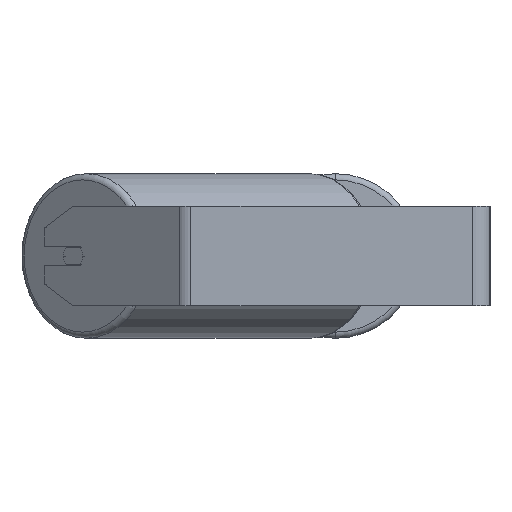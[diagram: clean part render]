
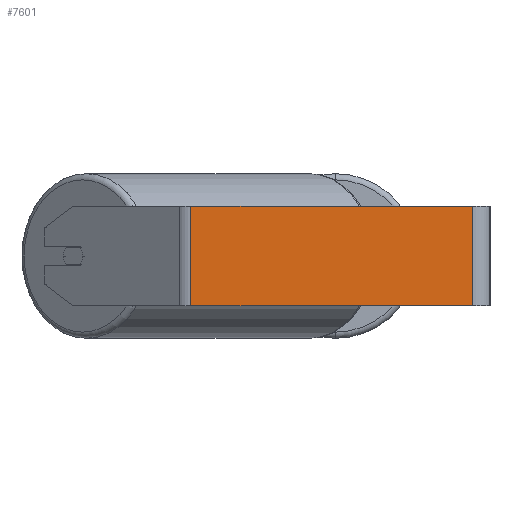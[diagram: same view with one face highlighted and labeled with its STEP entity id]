
A CAD part, left-side view. The second image highlights one B-rep face of the part: STEP entity #7601.
In plain terms, the highlighted planar face has unit normal (-1, 0, 0).
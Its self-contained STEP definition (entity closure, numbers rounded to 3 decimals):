
#341 = LINE ( 'NONE', #7015, #3337 ) ;
#639 = EDGE_CURVE ( 'NONE', #6147, #6382, #5636, .T. ) ;
#824 = EDGE_CURVE ( 'NONE', #6382, #2684, #3693, .T. ) ;
#1800 = ORIENTED_EDGE ( 'NONE', *, *, #7444, .T. ) ;
#2155 = DIRECTION ( 'NONE',  ( 1., 0., 0. ) ) ;
#2608 = DIRECTION ( 'NONE',  ( 0., 0., -1. ) ) ;
#2684 = VERTEX_POINT ( 'NONE', #5462 ) ;
#3337 = VECTOR ( 'NONE', #5658, 1000. ) ;
#3693 = LINE ( 'NONE', #6370, #3985 ) ;
#3714 = CARTESIAN_POINT ( 'NONE',  ( -500., 241.62, 40. ) ) ;
#3895 = CARTESIAN_POINT ( 'NONE',  ( -500., 241.62, -40. ) ) ;
#3985 = VECTOR ( 'NONE', #2608, 1000. ) ;
#4651 = DIRECTION ( 'NONE',  ( 0., 0., -1. ) ) ;
#4925 = DIRECTION ( 'NONE',  ( 0., -1., 0. ) ) ;
#5256 = ORIENTED_EDGE ( 'NONE', *, *, #639, .F. ) ;
#5462 = CARTESIAN_POINT ( 'NONE',  ( -500., 14., -40. ) ) ;
#5518 = EDGE_LOOP ( 'NONE', ( #8418, #8018, #5256, #1800 ) ) ;
#5636 = LINE ( 'NONE', #8191, #8199 ) ;
#5658 = DIRECTION ( 'NONE',  ( 0., -1., 0. ) ) ;
#6026 = CARTESIAN_POINT ( 'NONE',  ( -500., 14., 40. ) ) ;
#6147 = VERTEX_POINT ( 'NONE', #3714 ) ;
#6370 = CARTESIAN_POINT ( 'NONE',  ( -500., 14., 40. ) ) ;
#6382 = VERTEX_POINT ( 'NONE', #6026 ) ;
#6570 = VECTOR ( 'NONE', #4651, 1000. ) ;
#6630 = CARTESIAN_POINT ( 'NONE',  ( -500., 241.62, 40. ) ) ;
#6917 = CARTESIAN_POINT ( 'NONE',  ( -500., 246.716, 40. ) ) ;
#7015 = CARTESIAN_POINT ( 'NONE',  ( -500., 246.716, -40. ) ) ;
#7299 = LINE ( 'NONE', #6630, #6570 ) ;
#7444 = EDGE_CURVE ( 'NONE', #6147, #8044, #7299, .T. ) ;
#7598 = DIRECTION ( 'NONE',  ( 0., 0., -1. ) ) ;
#7601 = ADVANCED_FACE ( 'NONE', ( #7728 ), #8387, .F. ) ;
#7728 = FACE_OUTER_BOUND ( 'NONE', #5518, .T. ) ;
#8002 = AXIS2_PLACEMENT_3D ( 'NONE', #6917, #2155, #7598 ) ;
#8018 = ORIENTED_EDGE ( 'NONE', *, *, #824, .F. ) ;
#8044 = VERTEX_POINT ( 'NONE', #3895 ) ;
#8191 = CARTESIAN_POINT ( 'NONE',  ( -500., 246.716, 40. ) ) ;
#8199 = VECTOR ( 'NONE', #4925, 1000. ) ;
#8387 = PLANE ( 'NONE',  #8002 ) ;
#8418 = ORIENTED_EDGE ( 'NONE', *, *, #8610, .T. ) ;
#8610 = EDGE_CURVE ( 'NONE', #8044, #2684, #341, .T. ) ;
